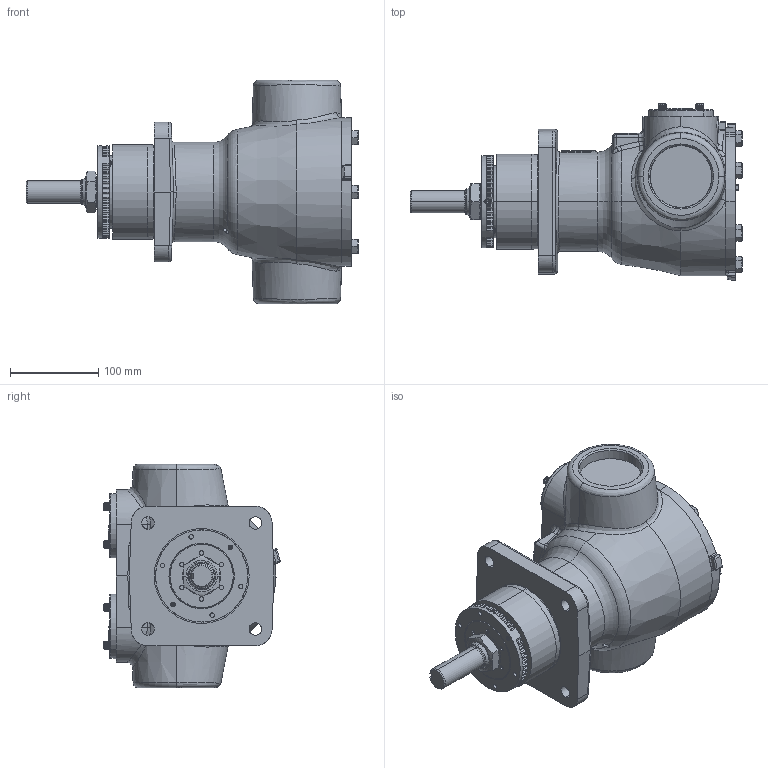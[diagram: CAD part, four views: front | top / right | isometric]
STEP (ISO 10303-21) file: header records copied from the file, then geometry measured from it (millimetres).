
FILE_DESCRIPTION (( 'STEP AP214' ), '1' );
FILE_NAME ('4-1910-2931-011.STEP', '2017-02-24T21:32:02', ( '' ), ( '' ), 'SwSTEP 2.0', 'SolidWorks 2016', '' );
FILE_SCHEMA (( 'AUTOMOTIVE_DESIGN' ));
Length unit declared in the file: inch
Products named in the file (2): 4-1910-2931-011
Bounding box: 377.24 x 200.22 x 254 mm (x, y, z)
Volume: 5755786.3 mm3; surface area: 273007.5 mm2
Topology: 1 solids, 1 shells, 1562 faces, 4081 edges, 2604 vertices
Faces by surface type: plane 623, cylinder 447, bspline 235, cone 193, torus 56, sphere 8
Entity records: 105722 total; most frequent: CARTESIAN_POINT 54771, ORIENTED_EDGE 8138, DIRECTION 6675, EDGE_CURVE 4069, AXIS2_PLACEMENT_3D 2605, VERTEX_POINT 2604, EDGE_LOOP 1665, FACE_OUTER_BOUND 1562
